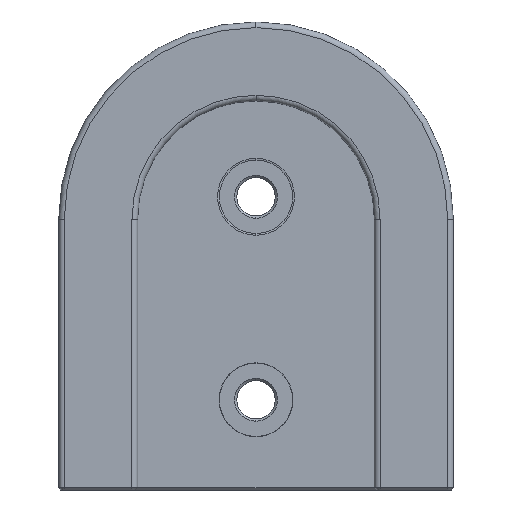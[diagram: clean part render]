
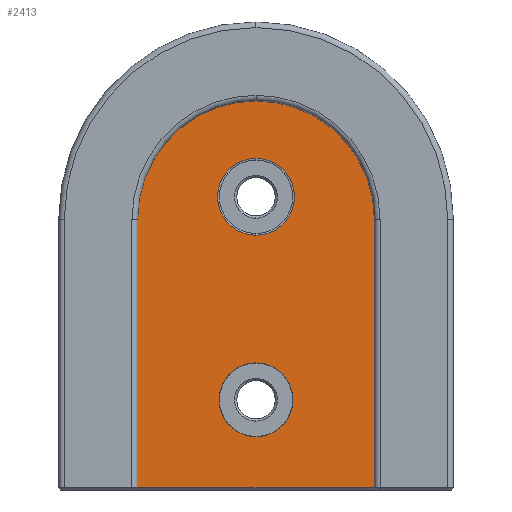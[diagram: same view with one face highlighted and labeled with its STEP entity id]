
A CAD part, front view. The second image highlights one B-rep face of the part: STEP entity #2413.
In plain terms, the highlighted planar face has unit normal (0, -1, 0).
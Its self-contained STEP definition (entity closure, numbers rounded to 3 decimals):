
#55 = CARTESIAN_POINT ( 'NONE',  ( -13.5, -4., 24. ) ) ;
#92 = CIRCLE ( 'NONE', #415, 3.406 ) ;
#104 = DIRECTION ( 'NONE',  ( 0., 0., -1. ) ) ;
#142 = FACE_BOUND ( 'NONE', #1575, .T. ) ;
#152 = DIRECTION ( 'NONE',  ( 0., 0., -1. ) ) ;
#222 = ORIENTED_EDGE ( 'NONE', *, *, #1993, .T. ) ;
#263 = VECTOR ( 'NONE', #2499, 1000. ) ;
#350 = DIRECTION ( 'NONE',  ( 1., 0., 0. ) ) ;
#360 = CARTESIAN_POINT ( 'NONE',  ( -13.5, -4., 24. ) ) ;
#415 = AXIS2_PLACEMENT_3D ( 'NONE', #656, #472, #2020 ) ;
#472 = DIRECTION ( 'NONE',  ( 0., 1., 0. ) ) ;
#473 = ORIENTED_EDGE ( 'NONE', *, *, #2041, .T. ) ;
#503 = EDGE_CURVE ( 'NONE', #1193, #2375, #2069, .T. ) ;
#539 = CIRCLE ( 'NONE', #933, 13.5 ) ;
#545 = CIRCLE ( 'NONE', #2120, 3.275 ) ;
#547 = DIRECTION ( 'NONE',  ( 0., -1., 0. ) ) ;
#560 = DIRECTION ( 'NONE',  ( 0., 0., -1. ) ) ;
#567 = DIRECTION ( 'NONE',  ( 0., 0., -1. ) ) ;
#605 = ORIENTED_EDGE ( 'NONE', *, *, #1005, .T. ) ;
#656 = CARTESIAN_POINT ( 'NONE',  ( 0., -4., 26. ) ) ;
#669 = ORIENTED_EDGE ( 'NONE', *, *, #1816, .F. ) ;
#690 = VERTEX_POINT ( 'NONE', #55 ) ;
#713 = DIRECTION ( 'NONE',  ( 0., 0., -1. ) ) ;
#741 = VECTOR ( 'NONE', #1735, 1000. ) ;
#756 = EDGE_CURVE ( 'NONE', #1992, #2117, #539, .T. ) ;
#782 = AXIS2_PLACEMENT_3D ( 'NONE', #2297, #2084, #560 ) ;
#841 = VERTEX_POINT ( 'NONE', #919 ) ;
#852 = VERTEX_POINT ( 'NONE', #1064 ) ;
#862 = CARTESIAN_POINT ( 'NONE',  ( 0., -4., 26. ) ) ;
#895 = PLANE ( 'NONE',  #782 ) ;
#919 = CARTESIAN_POINT ( 'NONE',  ( 0., -4., 22.594 ) ) ;
#933 = AXIS2_PLACEMENT_3D ( 'NONE', #2417, #2249, #152 ) ;
#999 = CARTESIAN_POINT ( 'NONE',  ( 0., -4., 37.5 ) ) ;
#1005 = EDGE_CURVE ( 'NONE', #1968, #841, #92, .T. ) ;
#1018 = CARTESIAN_POINT ( 'NONE',  ( 0., -4., 4.725 ) ) ;
#1054 = DIRECTION ( 'NONE',  ( 0., -1., 0. ) ) ;
#1064 = CARTESIAN_POINT ( 'NONE',  ( 0., -4., 11.275 ) ) ;
#1071 = CIRCLE ( 'NONE', #2497, 3.406 ) ;
#1106 = CARTESIAN_POINT ( 'NONE',  ( 0., -4., 0.2 ) ) ;
#1131 = CARTESIAN_POINT ( 'NONE',  ( 0., -4., 29.406 ) ) ;
#1147 = LINE ( 'NONE', #1892, #741 ) ;
#1193 = VERTEX_POINT ( 'NONE', #2305 ) ;
#1204 = EDGE_LOOP ( 'NONE', ( #222, #1651, #473, #2167, #1378 ) ) ;
#1211 = EDGE_CURVE ( 'NONE', #2117, #690, #2245, .T. ) ;
#1312 = AXIS2_PLACEMENT_3D ( 'NONE', #2140, #547, #567 ) ;
#1335 = CARTESIAN_POINT ( 'NONE',  ( 13.5, -4., 24. ) ) ;
#1348 = LINE ( 'NONE', #360, #263 ) ;
#1362 = VERTEX_POINT ( 'NONE', #1018 ) ;
#1378 = ORIENTED_EDGE ( 'NONE', *, *, #1211, .T. ) ;
#1448 = DIRECTION ( 'NONE',  ( 0., 0., -1. ) ) ;
#1470 = CIRCLE ( 'NONE', #2410, 3.275 ) ;
#1575 = EDGE_LOOP ( 'NONE', ( #1778, #669 ) ) ;
#1651 = ORIENTED_EDGE ( 'NONE', *, *, #503, .T. ) ;
#1706 = FACE_OUTER_BOUND ( 'NONE', #1204, .T. ) ;
#1735 = DIRECTION ( 'NONE',  ( 0., 0., 1. ) ) ;
#1778 = ORIENTED_EDGE ( 'NONE', *, *, #1908, .F. ) ;
#1816 = EDGE_CURVE ( 'NONE', #852, #1362, #545, .T. ) ;
#1828 = DIRECTION ( 'NONE',  ( 0., -1., 0. ) ) ;
#1876 = FACE_BOUND ( 'NONE', #2477, .T. ) ;
#1892 = CARTESIAN_POINT ( 'NONE',  ( 13.5, -4., 0. ) ) ;
#1908 = EDGE_CURVE ( 'NONE', #1362, #852, #1470, .T. ) ;
#1915 = CARTESIAN_POINT ( 'NONE',  ( 13.5, -4., 0.2 ) ) ;
#1968 = VERTEX_POINT ( 'NONE', #1131 ) ;
#1992 = VERTEX_POINT ( 'NONE', #1335 ) ;
#1993 = EDGE_CURVE ( 'NONE', #690, #1193, #1348, .T. ) ;
#2020 = DIRECTION ( 'NONE',  ( 0., 0., -1. ) ) ;
#2032 = DIRECTION ( 'NONE',  ( 0., 1., 0. ) ) ;
#2041 = EDGE_CURVE ( 'NONE', #2375, #1992, #1147, .T. ) ;
#2050 = CARTESIAN_POINT ( 'NONE',  ( 0., -4., 8. ) ) ;
#2069 = LINE ( 'NONE', #1106, #2153 ) ;
#2084 = DIRECTION ( 'NONE',  ( 0., -1., 0. ) ) ;
#2117 = VERTEX_POINT ( 'NONE', #999 ) ;
#2120 = AXIS2_PLACEMENT_3D ( 'NONE', #2254, #1054, #1448 ) ;
#2140 = CARTESIAN_POINT ( 'NONE',  ( 0., -4., 24. ) ) ;
#2153 = VECTOR ( 'NONE', #350, 1000. ) ;
#2167 = ORIENTED_EDGE ( 'NONE', *, *, #756, .T. ) ;
#2218 = ORIENTED_EDGE ( 'NONE', *, *, #2362, .T. ) ;
#2245 = CIRCLE ( 'NONE', #1312, 13.5 ) ;
#2249 = DIRECTION ( 'NONE',  ( 0., -1., 0. ) ) ;
#2254 = CARTESIAN_POINT ( 'NONE',  ( 0., -4., 8. ) ) ;
#2297 = CARTESIAN_POINT ( 'NONE',  ( 0., -4., 24. ) ) ;
#2305 = CARTESIAN_POINT ( 'NONE',  ( -13.5, -4., 0.2 ) ) ;
#2362 = EDGE_CURVE ( 'NONE', #841, #1968, #1071, .T. ) ;
#2375 = VERTEX_POINT ( 'NONE', #1915 ) ;
#2410 = AXIS2_PLACEMENT_3D ( 'NONE', #2050, #1828, #713 ) ;
#2413 = ADVANCED_FACE ( 'NONE', ( #1876, #142, #1706 ), #895, .T. ) ;
#2417 = CARTESIAN_POINT ( 'NONE',  ( 0., -4., 24. ) ) ;
#2477 = EDGE_LOOP ( 'NONE', ( #2218, #605 ) ) ;
#2497 = AXIS2_PLACEMENT_3D ( 'NONE', #862, #2032, #104 ) ;
#2499 = DIRECTION ( 'NONE',  ( 0., 0., -1. ) ) ;
